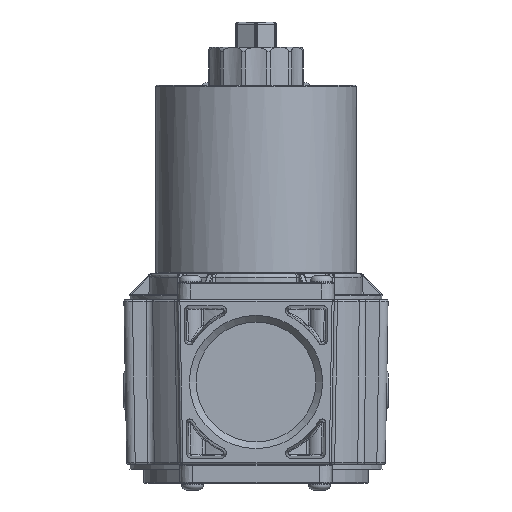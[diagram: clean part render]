
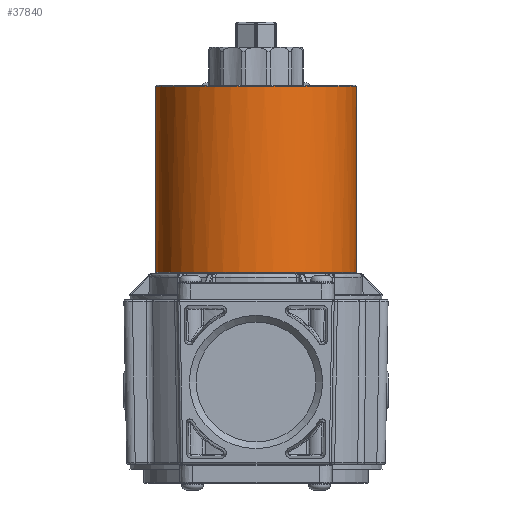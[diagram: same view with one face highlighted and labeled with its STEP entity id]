
A CAD part, left-side view. The second image highlights one B-rep face of the part: STEP entity #37840.
In plain terms, the highlighted cylindrical face has radius 47.5 mm (diameter 95 mm), a full revolution.
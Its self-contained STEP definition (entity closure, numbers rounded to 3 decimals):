
#2721=B_SPLINE_CURVE_WITH_KNOTS('',3,(#82878,#82879,#82880,#82881,#82882,
#82883),.UNSPECIFIED.,.F.,.F.,(4,2,4),(0.434,0.479,
0.646),.UNSPECIFIED.);
#2722=B_SPLINE_CURVE_WITH_KNOTS('',3,(#82893,#82894,#82895,#82896,#82897,
#82898),.UNSPECIFIED.,.F.,.F.,(4,2,4),(0.632,0.804,
0.844),.UNSPECIFIED.);
#4041=LINE('',#79991,#5996);
#4512=LINE('',#82888,#6467);
#5996=VECTOR('',#49541,60.015);
#6467=VECTOR('',#50874,60.015);
#7030=FACE_BOUND('',#12431,.T.);
#7563=CYLINDRICAL_SURFACE('',#41766,47.5);
#9821=FACE_OUTER_BOUND('',#12430,.T.);
#12430=EDGE_LOOP('',(#34162,#34163,#34164,#34165,#34166,#34167));
#12431=EDGE_LOOP('',(#34168));
#14327=CIRCLE('',#41217,47.5);
#14535=CIRCLE('',#41767,47.5);
#14536=CIRCLE('',#41768,47.5);
#17135=VERTEX_POINT('',#79989);
#17136=VERTEX_POINT('',#79990);
#17173=VERTEX_POINT('',#80097);
#17174=VERTEX_POINT('',#80098);
#17692=VERTEX_POINT('',#82886);
#17693=VERTEX_POINT('',#82887);
#17962=VERTEX_POINT('',#85147);
#22198=EDGE_CURVE('',#17135,#17136,#4041,.T.);
#22243=EDGE_CURVE('',#17173,#17174,#14327,.T.);
#23018=EDGE_CURVE('',#17136,#17173,#2721,.T.);
#23020=EDGE_CURVE('',#17692,#17693,#4512,.T.);
#23023=EDGE_CURVE('',#17174,#17692,#2722,.T.);
#23431=EDGE_CURVE('',#17135,#17693,#14535,.T.);
#23432=EDGE_CURVE('',#17962,#17962,#14536,.T.);
#34162=ORIENTED_EDGE('',*,*,#22198,.T.);
#34163=ORIENTED_EDGE('',*,*,#23018,.T.);
#34164=ORIENTED_EDGE('',*,*,#22243,.T.);
#34165=ORIENTED_EDGE('',*,*,#23023,.T.);
#34166=ORIENTED_EDGE('',*,*,#23020,.T.);
#34167=ORIENTED_EDGE('',*,*,#23431,.F.);
#34168=ORIENTED_EDGE('',*,*,#23432,.F.);
#37840=ADVANCED_FACE('',(#9821,#7030),#7563,.T.);
#41217=AXIS2_PLACEMENT_3D('',#80099,#49625,#49626);
#41766=AXIS2_PLACEMENT_3D('',#85145,#51366,#51367);
#41767=AXIS2_PLACEMENT_3D('',#85146,#51368,#51369);
#41768=AXIS2_PLACEMENT_3D('',#85148,#51370,#51371);
#49541=DIRECTION('',(0.,0.,-1.));
#49625=DIRECTION('center_axis',(0.,0.,
-1.));
#49626=DIRECTION('ref_axis',(1.,0.,0.));
#50874=DIRECTION('',(0.,0.,1.));
#51366=DIRECTION('center_axis',(0.,0.,
-1.));
#51367=DIRECTION('ref_axis',(1.,0.,0.));
#51368=DIRECTION('center_axis',(0.,0.,
1.));
#51369=DIRECTION('ref_axis',(1.,0.,0.));
#51370=DIRECTION('center_axis',(0.,0.,
-1.));
#51371=DIRECTION('ref_axis',(1.,0.,0.));
#79989=CARTESIAN_POINT('',(41.61,22.91,139.8));
#79990=CARTESIAN_POINT('',(41.61,22.91,79.785));
#79991=CARTESIAN_POINT('',(41.61,22.91,140.3));
#80097=CARTESIAN_POINT('',(42.606,21.,79.3));
#80098=CARTESIAN_POINT('',(42.606,-21.,79.3));
#80099=CARTESIAN_POINT('Origin',(0.,0.,
79.3));
#82878=CARTESIAN_POINT('Ctrl Pts',(41.61,22.91,79.785));
#82879=CARTESIAN_POINT('Ctrl Pts',(41.679,22.784,79.717));
#82880=CARTESIAN_POINT('Ctrl Pts',(41.75,22.653,79.655));
#82881=CARTESIAN_POINT('Ctrl Pts',(42.087,22.029,79.398));
#82882=CARTESIAN_POINT('Ctrl Pts',(42.36,21.498,79.3));
#82883=CARTESIAN_POINT('Ctrl Pts',(42.606,21.,79.3));
#82886=CARTESIAN_POINT('',(41.61,-22.91,79.785));
#82887=CARTESIAN_POINT('',(41.61,-22.91,139.8));
#82888=CARTESIAN_POINT('',(41.61,-22.91,140.3));
#82893=CARTESIAN_POINT('Ctrl Pts',(42.606,-21.,79.3));
#82894=CARTESIAN_POINT('Ctrl Pts',(42.352,-21.515,79.3));
#82895=CARTESIAN_POINT('Ctrl Pts',(42.069,-22.063,79.405));
#82896=CARTESIAN_POINT('Ctrl Pts',(41.734,-22.684,79.669));
#82897=CARTESIAN_POINT('Ctrl Pts',(41.671,-22.798,79.725));
#82898=CARTESIAN_POINT('Ctrl Pts',(41.61,-22.91,79.785));
#85145=CARTESIAN_POINT('Origin',(0.,0.,
140.3));
#85146=CARTESIAN_POINT('Origin',(0.,0.,
139.8));
#85147=CARTESIAN_POINT('',(-47.5,0.,51.8));
#85148=CARTESIAN_POINT('Origin',(0.,0.,
51.8));
